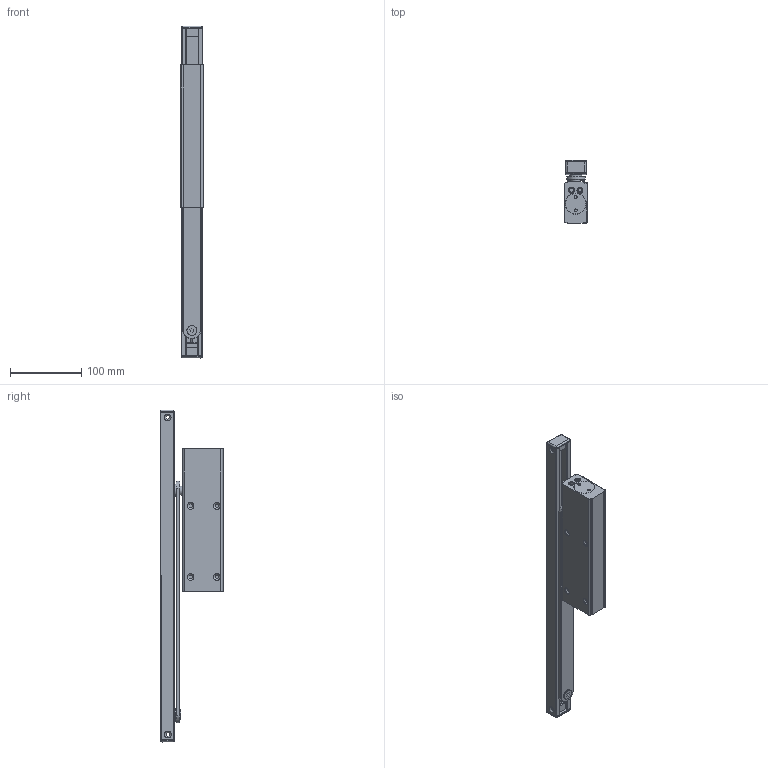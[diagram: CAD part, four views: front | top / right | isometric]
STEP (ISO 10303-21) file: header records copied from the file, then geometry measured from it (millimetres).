
FILE_DESCRIPTION(/* description */ (''),/* implementation_level */ '2;1');
FILE_NAME(/* name */ '3D組合圖.stp',/* time_stamp */ '2018-07-30T18:28:02+08:00',/* author */ ('USER'),/* organization */ (''),/* preprocessor_version */ 'ST-DEVELOPER v15.2',/* originating_system */ 'Autodesk Inventor 2014',/* authorisation */ '');
FILE_SCHEMA (('AUTOMOTIVE_DESIGN { 1 0 10303 214 3 1 1 }'));
Length unit declared in the file: millimetre
Products named in the file (9): 280本體3D圖; 280銘版; 380-滑軌邊蓋(3D); 660-主臂(3D); 660-停止塑鋼(3D); 滑軌460mm(外4孔); 雙層螺絲   組合圖用; 墊片螺絲; 3D組合圖
Bounding box: 32.81 x 88.55 x 467.03 mm (x, y, z)
Volume: 412275.6 mm3; surface area: 181965.2 mm2
Topology: 9 solids, 9 shells, 805 faces, 2135 edges, 1386 vertices
Faces by surface type: plane 576, cylinder 166, cone 32, bspline 16, sphere 12, torus 3
Full cylindrical faces by diameter (mm): 4.1 x6, 5 x1, 5.5 x9, 6 x2, 6.5 x5, 8 x1, 8.5 x2, 9.5 x8, 10 x2, 12.7 x1, 14 x1, 24 x1, 26 x1, 27.7 x1, 28 x1, 29.2 x1, 29.5 x1
Entity records: 22950 total; most frequent: CARTESIAN_POINT 4511, ORIENTED_EDGE 3786, DIRECTION 3644, EDGE_CURVE 1893, LINE 1532, VECTOR 1532, VERTEX_POINT 1271, AXIS2_PLACEMENT_3D 1056
